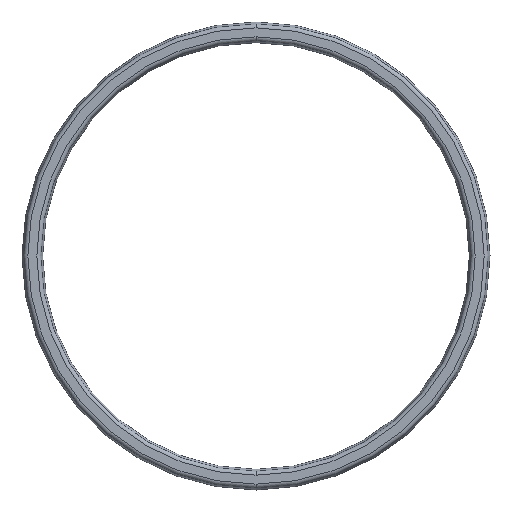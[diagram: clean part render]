
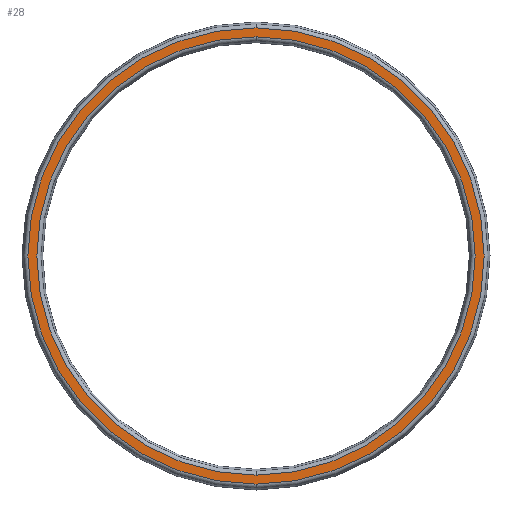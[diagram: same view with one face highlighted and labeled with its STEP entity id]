
A CAD part, front view. The second image highlights one B-rep face of the part: STEP entity #28.
In plain terms, the highlighted planar face has unit normal (0, -1, 0).
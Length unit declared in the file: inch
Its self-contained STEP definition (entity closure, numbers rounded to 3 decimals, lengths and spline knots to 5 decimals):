
#1 = AXIS2_PLACEMENT_3D ( 'NONE', #600, #142, #82 ) ;
#2 = VERTEX_POINT ( 'NONE', #378 ) ;
#14 = PLANE ( 'NONE',  #646 ) ;
#17 = DIRECTION ( 'NONE',  ( 0., 1., 0. ) ) ;
#23 = FACE_BOUND ( 'NONE', #499, .T. ) ;
#28 = ADVANCED_FACE ( 'NONE', ( #125, #23 ), #14, .T. ) ;
#42 = CARTESIAN_POINT ( 'NONE',  ( 3.375, -0.25, 0. ) ) ;
#53 = EDGE_CURVE ( 'NONE', #192, #71, #329, .T. ) ;
#68 = EDGE_CURVE ( 'NONE', #2, #231, #267, .T. ) ;
#71 = VERTEX_POINT ( 'NONE', #628 ) ;
#82 = DIRECTION ( 'NONE',  ( 0., 0., -1. ) ) ;
#91 = AXIS2_PLACEMENT_3D ( 'NONE', #42, #449, #493 ) ;
#121 = DIRECTION ( 'NONE',  ( 0., 0., -1. ) ) ;
#125 = FACE_OUTER_BOUND ( 'NONE', #401, .T. ) ;
#142 = DIRECTION ( 'NONE',  ( 0., 1., 0. ) ) ;
#192 = VERTEX_POINT ( 'NONE', #644 ) ;
#220 = CARTESIAN_POINT ( 'NONE',  ( -0.10938, -0.25, 0. ) ) ;
#222 = EDGE_CURVE ( 'NONE', #71, #192, #398, .T. ) ;
#223 = DIRECTION ( 'NONE',  ( 0., 0., -1. ) ) ;
#231 = VERTEX_POINT ( 'NONE', #482 ) ;
#267 = CIRCLE ( 'NONE', #429, 3.44301 ) ;
#318 = ORIENTED_EDGE ( 'NONE', *, *, #53, .T. ) ;
#329 = CIRCLE ( 'NONE', #552, 3.30699 ) ;
#335 = ORIENTED_EDGE ( 'NONE', *, *, #222, .T. ) ;
#364 = CARTESIAN_POINT ( 'NONE',  ( 3.375, -0.25, 0. ) ) ;
#368 = CARTESIAN_POINT ( 'NONE',  ( 3.375, -0.25, 0. ) ) ;
#378 = CARTESIAN_POINT ( 'NONE',  ( 3.375, -0.25, -3.44301 ) ) ;
#398 = CIRCLE ( 'NONE', #1, 3.30699 ) ;
#401 = EDGE_LOOP ( 'NONE', ( #551, #572 ) ) ;
#405 = EDGE_CURVE ( 'NONE', #231, #2, #557, .T. ) ;
#417 = DIRECTION ( 'NONE',  ( 0., -1., 0. ) ) ;
#424 = DIRECTION ( 'NONE',  ( 0., 0., -1. ) ) ;
#429 = AXIS2_PLACEMENT_3D ( 'NONE', #368, #417, #424 ) ;
#449 = DIRECTION ( 'NONE',  ( 0., -1., 0. ) ) ;
#482 = CARTESIAN_POINT ( 'NONE',  ( 3.375, -0.25, 3.44301 ) ) ;
#493 = DIRECTION ( 'NONE',  ( 0., 0., -1. ) ) ;
#499 = EDGE_LOOP ( 'NONE', ( #318, #335 ) ) ;
#551 = ORIENTED_EDGE ( 'NONE', *, *, #68, .T. ) ;
#552 = AXIS2_PLACEMENT_3D ( 'NONE', #364, #17, #223 ) ;
#557 = CIRCLE ( 'NONE', #91, 3.44301 ) ;
#570 = DIRECTION ( 'NONE',  ( 0., -1., 0. ) ) ;
#572 = ORIENTED_EDGE ( 'NONE', *, *, #405, .T. ) ;
#600 = CARTESIAN_POINT ( 'NONE',  ( 3.375, -0.25, 0. ) ) ;
#628 = CARTESIAN_POINT ( 'NONE',  ( 3.375, -0.25, 3.30699 ) ) ;
#644 = CARTESIAN_POINT ( 'NONE',  ( 3.375, -0.25, -3.30699 ) ) ;
#646 = AXIS2_PLACEMENT_3D ( 'NONE', #220, #570, #121 ) ;
